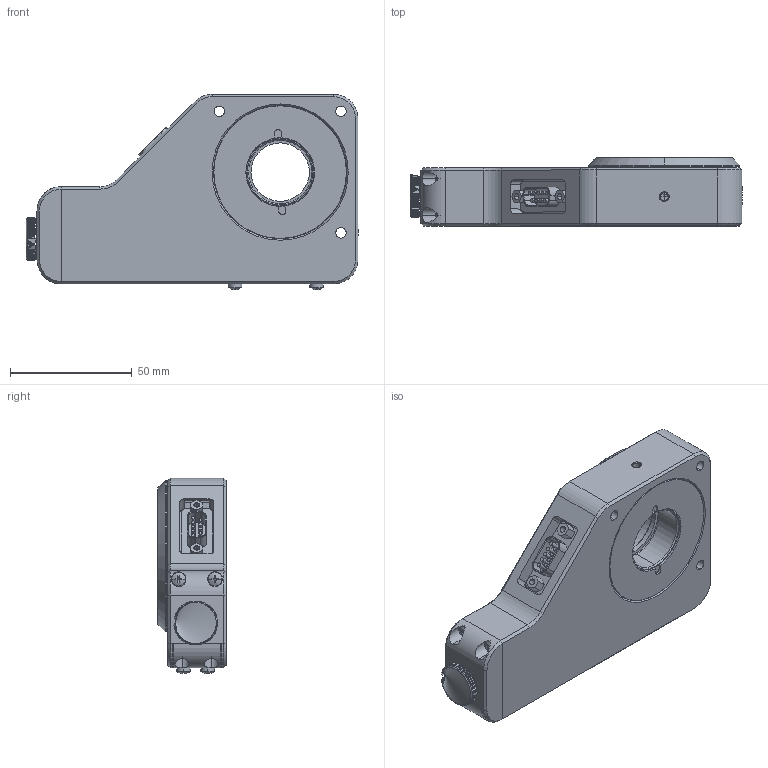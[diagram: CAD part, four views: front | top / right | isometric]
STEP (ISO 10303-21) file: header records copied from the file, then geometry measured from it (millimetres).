
FILE_DESCRIPTION (( 'STEP AP214' ), '1' );
FILE_NAME ('FMSR62.STEP', '2022-12-06T13:19:33', ( '' ), ( '' ), 'SwSTEP 2.0', 'SolidWorks 2017', '' );
FILE_SCHEMA (( 'AUTOMOTIVE_DESIGN' ));
Length unit declared in the file: millimetre
Products named in the file (1): FMSR62
Bounding box: 136.5 x 28 x 80.37 mm (x, y, z)
Surface area: 38465.9 mm2 (no closed solid volume)
Topology: 0 solids, 26 shells, 755 faces, 2006 edges, 1249 vertices
Faces by surface type: plane 321, cylinder 251, cone 159, bspline 24
Full cylindrical faces by diameter (mm): 18 x5
Entity records: 27175 total; most frequent: CARTESIAN_POINT 8932, DIRECTION 3619, ORIENTED_EDGE 3518, EDGE_CURVE 1970, AXIS2_PLACEMENT_3D 1391, VERTEX_POINT 1248, EDGE_LOOP 840, VECTOR 837
